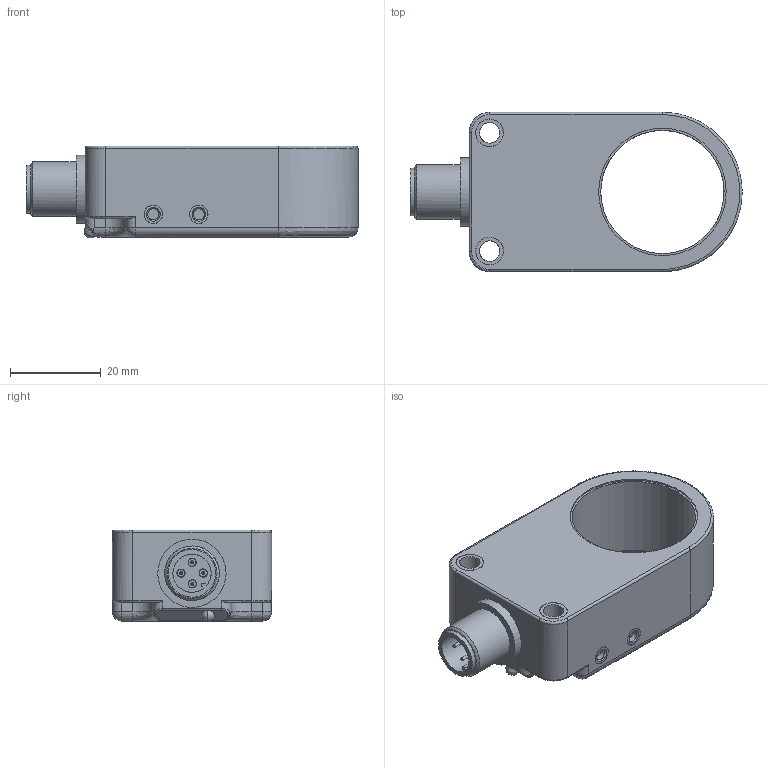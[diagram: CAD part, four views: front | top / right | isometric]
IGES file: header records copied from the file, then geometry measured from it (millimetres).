
Global section: file name: IRB27 XS-B3; native system: Autodesk Inventor 2018; preprocessor: unknown; author: C. Kuhn; organization: di-soric GmbH & Co. KG; date: 20180111.094754; units: millimetre
Bounding box: 72.99 x 35 x 20.2 mm (x, y, z)
Volume: 27200.7 mm3; surface area: 11616 mm2
Topology: 5 solids, 7 shells, 190 faces, 487 edges, 323 vertices
Faces by surface type: bspline 190
